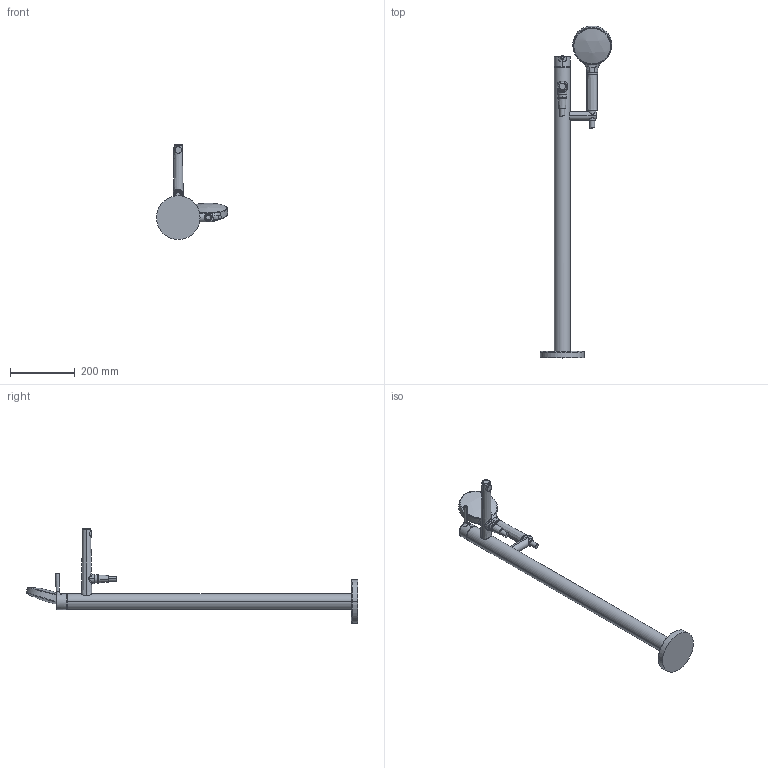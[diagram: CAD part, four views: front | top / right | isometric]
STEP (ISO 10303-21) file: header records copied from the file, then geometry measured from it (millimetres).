
FILE_DESCRIPTION (( 'STEP AP203' ), '1' );
FILE_NAME ('54832007(2022).STEP', '2022-02-07T06:30:26', ( '' ), ( '' ), 'SwSTEP 2.0', 'SolidWorks 2016', '' );
FILE_SCHEMA (( 'CONFIG_CONTROL_DESIGN' ));
Length unit declared in the file: millimetre
Products named in the file (1): 54832007(2022)
Bounding box: 219.98 x 1024.96 x 293.1 mm (x, y, z)
Volume: 2626743.8 mm3; surface area: 256307.1 mm2
Topology: 1 solids, 1 shells, 163 faces, 425 edges, 276 vertices
Faces by surface type: bspline 74, cylinder 39, plane 27, torus 14, cone 6, sphere 3
Entity records: 20227 total; most frequent: CARTESIAN_POINT 16737, ORIENTED_EDGE 844, DIRECTION 519, EDGE_CURVE 422, VERTEX_POINT 275, AXIS2_PLACEMENT_3D 220, B_SPLINE_CURVE_WITH_KNOTS 195, EDGE_LOOP 177
